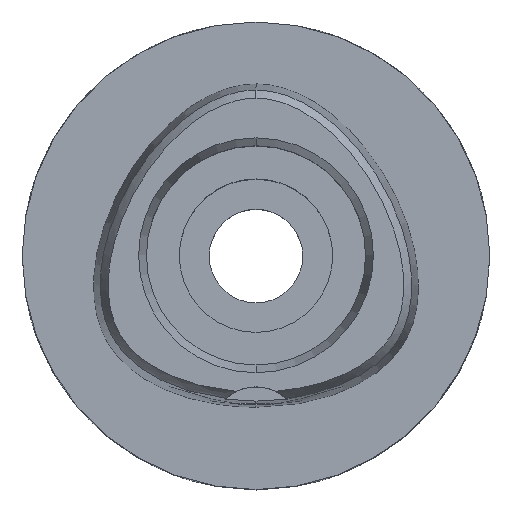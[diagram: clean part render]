
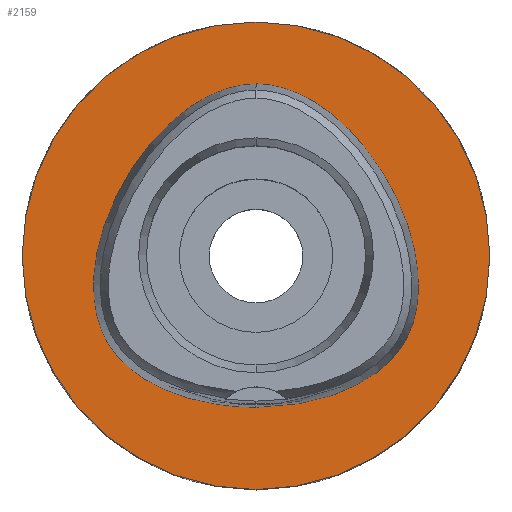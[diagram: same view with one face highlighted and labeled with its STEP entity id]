
A CAD part, top view. The second image highlights one B-rep face of the part: STEP entity #2159.
In plain terms, the highlighted planar face has unit normal (0, 0, 1).
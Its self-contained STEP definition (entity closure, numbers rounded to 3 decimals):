
#284=CARTESIAN_POINT('',(0.,0.,0.));
#285=DIRECTION('',(0.,0.,-1.));
#286=DIRECTION('',(0.,-1.,0.));
#287=AXIS2_PLACEMENT_3D('',#284,#285,#286);
#292=CARTESIAN_POINT('',(0.,0.,0.));
#293=DIRECTION('',(0.,0.,-1.));
#294=DIRECTION('',(0.,1.,0.));
#295=AXIS2_PLACEMENT_3D('',#292,#293,#294);
#300=CARTESIAN_POINT('',(0.,-10.363,0.));
#301=CARTESIAN_POINT('',(0.446,-10.363,
0.));
#302=CARTESIAN_POINT('',(1.323,-10.33,
0.));
#303=CARTESIAN_POINT('',(2.614,-10.185,
0.));
#304=CARTESIAN_POINT('',(3.827,-9.953,
0.));
#305=CARTESIAN_POINT('',(4.941,-9.65,0.));
#306=CARTESIAN_POINT('',(5.943,-9.29,0.));
#307=CARTESIAN_POINT('',(6.828,-8.888,0.));
#308=CARTESIAN_POINT('',(7.6,-8.456,0.));
#309=CARTESIAN_POINT('',(8.269,-8.002,0.));
#310=CARTESIAN_POINT('',(8.843,-7.532,0.));
#311=CARTESIAN_POINT('',(9.333,-7.051,0.));
#312=CARTESIAN_POINT('',(9.747,-6.559,0.));
#313=CARTESIAN_POINT('',(10.094,-6.057,0.));
#314=CARTESIAN_POINT('',(10.385,-5.532,0.));
#315=CARTESIAN_POINT('',(10.631,-4.966,0.));
#316=CARTESIAN_POINT('',(10.836,-4.341,0.));
#317=CARTESIAN_POINT('',(10.991,-3.655,0.));
#318=CARTESIAN_POINT('',(11.091,-2.899,0.));
#319=CARTESIAN_POINT('',(11.128,-2.067,0.));
#320=CARTESIAN_POINT('',(11.089,-1.153,0.));
#321=CARTESIAN_POINT('',(10.965,-0.158,0.));
#322=CARTESIAN_POINT('',(10.741,0.914,0.));
#323=CARTESIAN_POINT('',(10.409,2.051,0.));
#324=CARTESIAN_POINT('',(9.964,3.229,0.));
#325=CARTESIAN_POINT('',(9.41,4.417,0.));
#326=CARTESIAN_POINT('',(8.759,5.576,0.));
#327=CARTESIAN_POINT('',(8.029,6.676,0.));
#328=CARTESIAN_POINT('',(7.243,7.685,0.));
#329=CARTESIAN_POINT('',(6.428,8.581,0.));
#330=CARTESIAN_POINT('',(5.609,9.351,0.));
#331=CARTESIAN_POINT('',(4.803,9.997,0.));
#332=CARTESIAN_POINT('',(4.022,10.523,0.));
#333=CARTESIAN_POINT('',(3.272,10.94,0.));
#334=CARTESIAN_POINT('',(2.556,11.26,0.));
#335=CARTESIAN_POINT('',(1.874,11.495,
0.));
#336=CARTESIAN_POINT('',(1.222,11.653,0.));
#337=CARTESIAN_POINT('',(0.598,11.744,
0.));
#338=CARTESIAN_POINT('',(0.197,11.763,
0.));
#339=CARTESIAN_POINT('',(0.,11.763,
0.));
#344=CARTESIAN_POINT('',(0.,11.763,
0.));
#345=CARTESIAN_POINT('',(-0.197,11.763,
0.));
#346=CARTESIAN_POINT('',(-0.598,11.744,
0.));
#347=CARTESIAN_POINT('',(-1.222,11.653,
0.));
#348=CARTESIAN_POINT('',(-1.874,11.495,
0.));
#349=CARTESIAN_POINT('',(-2.556,11.261,0.));
#350=CARTESIAN_POINT('',(-3.272,10.94,0.));
#351=CARTESIAN_POINT('',(-4.021,10.523,0.));
#352=CARTESIAN_POINT('',(-4.803,9.997,0.));
#353=CARTESIAN_POINT('',(-5.609,9.352,0.));
#354=CARTESIAN_POINT('',(-6.428,8.581,0.));
#355=CARTESIAN_POINT('',(-7.242,7.686,0.));
#356=CARTESIAN_POINT('',(-8.028,6.677,0.));
#357=CARTESIAN_POINT('',(-8.759,5.577,0.));
#358=CARTESIAN_POINT('',(-9.409,4.418,0.));
#359=CARTESIAN_POINT('',(-9.964,3.23,0.));
#360=CARTESIAN_POINT('',(-10.408,2.053,0.));
#361=CARTESIAN_POINT('',(-10.74,0.916,0.));
#362=CARTESIAN_POINT('',(-10.964,-0.156,0.));
#363=CARTESIAN_POINT('',(-11.089,-1.151,0.));
#364=CARTESIAN_POINT('',(-11.128,-2.064,0.));
#365=CARTESIAN_POINT('',(-11.091,-2.896,0.));
#366=CARTESIAN_POINT('',(-10.991,-3.652,0.));
#367=CARTESIAN_POINT('',(-10.836,-4.339,0.));
#368=CARTESIAN_POINT('',(-10.632,-4.963,0.));
#369=CARTESIAN_POINT('',(-10.386,-5.531,0.));
#370=CARTESIAN_POINT('',(-10.094,-6.056,0.));
#371=CARTESIAN_POINT('',(-9.747,-6.559,0.));
#372=CARTESIAN_POINT('',(-9.333,-7.05,0.));
#373=CARTESIAN_POINT('',(-8.843,-7.532,0.));
#374=CARTESIAN_POINT('',(-8.269,-8.001,0.));
#375=CARTESIAN_POINT('',(-7.601,-8.455,0.));
#376=CARTESIAN_POINT('',(-6.828,-8.888,0.));
#377=CARTESIAN_POINT('',(-5.943,-9.29,0.));
#378=CARTESIAN_POINT('',(-4.942,-9.65,0.));
#379=CARTESIAN_POINT('',(-3.827,-9.953,
0.));
#380=CARTESIAN_POINT('',(-2.614,-10.185,
0.));
#381=CARTESIAN_POINT('',(-1.323,-10.33,
0.));
#382=CARTESIAN_POINT('',(-0.446,-10.363,0.));
#383=CARTESIAN_POINT('',(0.,-10.363,0.));
#1459=VERTEX_POINT('',#344);
#1460=VERTEX_POINT('',#383);
#1465=CARTESIAN_POINT('',(0.,-16.,0.));
#1466=CARTESIAN_POINT('',(0.,16.,0.));
#1467=VERTEX_POINT('',#1465);
#1468=VERTEX_POINT('',#1466);
#2143=CARTESIAN_POINT('',(0.,0.,0.));
#2144=DIRECTION('',(0.,0.,-1.));
#2145=DIRECTION('',(0.,-1.,0.));
#2146=AXIS2_PLACEMENT_3D('',#2143,#2144,#2145);
#2147=PLANE('',#2146);
#2149=ORIENTED_EDGE('',*,*,#2148,.T.);
#2151=ORIENTED_EDGE('',*,*,#2150,.T.);
#2152=EDGE_LOOP('',(#2149,#2151));
#2153=FACE_OUTER_BOUND('',#2152,.F.);
#2155=ORIENTED_EDGE('',*,*,#2154,.T.);
#2156=ORIENTED_EDGE('',*,*,#2126,.T.);
#2157=EDGE_LOOP('',(#2155,#2156));
#2158=FACE_BOUND('',#2157,.F.);
#288=CIRCLE('',#287,16.);
#296=CIRCLE('',#295,16.);
#340=B_SPLINE_CURVE_WITH_KNOTS('',3,(#300,#301,#302,#303,#304,#305,#306,#307,
#308,#309,#310,#311,#312,#313,#314,#315,#316,#317,#318,#319,#320,#321,#322,#323,
#324,#325,#326,#327,#328,#329,#330,#331,#332,#333,#334,#335,#336,#337,#338,
#339),.UNSPECIFIED.,.F.,.F.,(4,1,1,1,1,1,1,1,1,1,1,1,1,1,1,1,1,1,1,1,1,1,1,1,1,
1,1,1,1,1,1,1,1,1,1,1,1,4),(0.,0.027,0.054,
0.081,0.108,0.135,0.162,
0.189,0.216,0.243,0.27,
0.297,0.324,0.351,0.378,
0.405,0.432,0.459,0.486,
0.514,0.541,0.568,0.595,
0.622,0.649,0.676,0.703,
0.73,0.757,0.784,0.811,
0.838,0.865,0.892,0.919,
0.946,0.973,1.),.UNSPECIFIED.);
#384=B_SPLINE_CURVE_WITH_KNOTS('',3,(#344,#345,#346,#347,#348,#349,#350,#351,
#352,#353,#354,#355,#356,#357,#358,#359,#360,#361,#362,#363,#364,#365,#366,#367,
#368,#369,#370,#371,#372,#373,#374,#375,#376,#377,#378,#379,#380,#381,#382,
#383),.UNSPECIFIED.,.F.,.F.,(4,1,1,1,1,1,1,1,1,1,1,1,1,1,1,1,1,1,1,1,1,1,1,1,1,
1,1,1,1,1,1,1,1,1,1,1,1,4),(0.,0.027,0.054,
0.081,0.108,0.135,0.162,
0.189,0.216,0.243,0.27,
0.297,0.324,0.351,0.378,
0.405,0.432,0.459,0.486,
0.514,0.541,0.568,0.595,
0.622,0.649,0.676,0.703,
0.73,0.757,0.784,0.811,
0.838,0.865,0.892,0.919,
0.946,0.973,1.),.UNSPECIFIED.);
#2126=EDGE_CURVE('',#1459,#1460,#384,.T.);
#2148=EDGE_CURVE('',#1467,#1468,#288,.T.);
#2150=EDGE_CURVE('',#1468,#1467,#296,.T.);
#2154=EDGE_CURVE('',#1460,#1459,#340,.T.);
#2159=ADVANCED_FACE('',(#2153,#2158),#2147,.F.);
